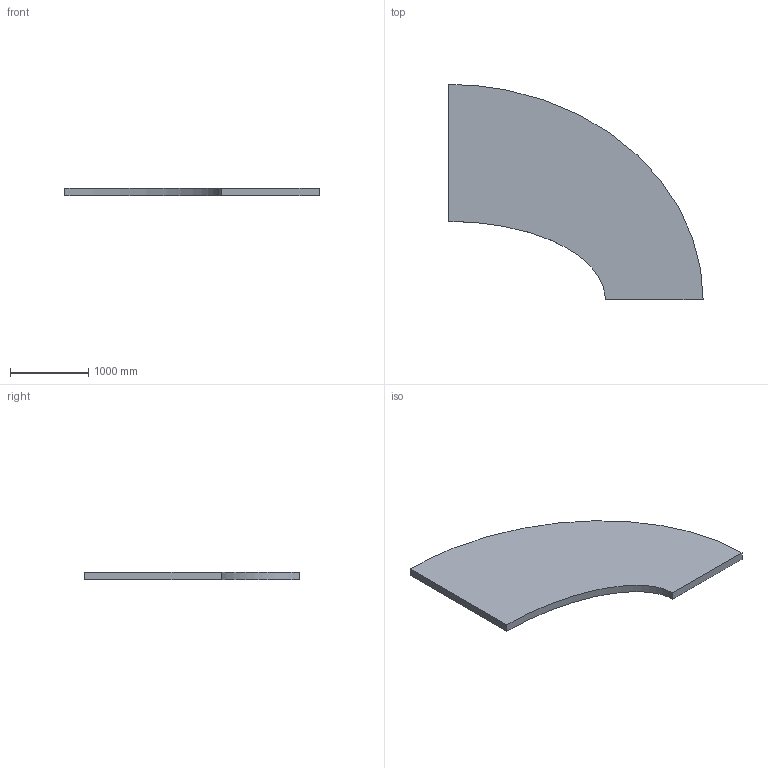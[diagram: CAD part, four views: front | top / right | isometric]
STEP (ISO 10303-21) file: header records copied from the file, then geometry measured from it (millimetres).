
FILE_DESCRIPTION(('STEP FEA test data geometry','AP203 class 6 - advancedbrep'),'2;1');
FILE_NAME('le1abrep_v2.stp','2001-02-13 T20:11:00',('R. Goult'),('Caesar Systems','LMR Systems'),'Hand coded - corrected by DJL','Original NAFEMS data','R. Goult');
FILE_SCHEMA(('CONFIG_CONTROL_DESIGN'));
Length unit declared in the file: metre
Products named in the file (1): LE1solid
Bounding box: 3250 x 2750 x 100 mm (x, y, z)
Volume: 544869975.9 mm3; surface area: 11911668.1 mm2
Topology: 1 solids, 1 shells, 6 faces, 12 edges, 8 vertices
Faces by surface type: plane 4, extrusion 2
Entity records: 164 total; most frequent: ORIENTED_EDGE 24, EDGE_CURVE 12, CARTESIAN_POINT 11, VERTEX_POINT 8, LINE 8, EDGE_LOOP 6, FACE_OUTER_BOUND 6, ADVANCED_FACE 6
